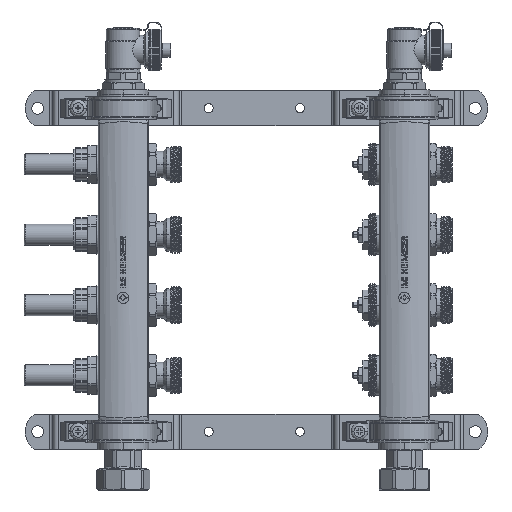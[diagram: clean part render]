
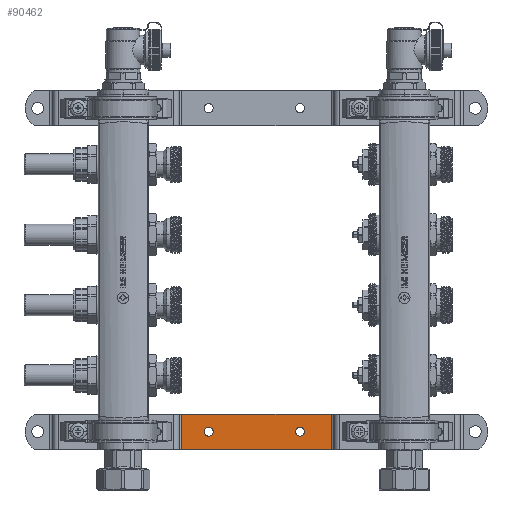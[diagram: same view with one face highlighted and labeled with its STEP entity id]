
A CAD part, left-side view. The second image highlights one B-rep face of the part: STEP entity #90462.
In plain terms, the highlighted planar face has unit normal (-1, 0, 0).
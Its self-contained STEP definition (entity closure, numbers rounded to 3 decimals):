
#8675=DIRECTION('',(0.,1.,0.));
#8676=VECTOR('',#8675,106.);
#8677=CARTESIAN_POINT('',(29.5,-147.8,-102.5));
#8678=LINE('',#8677,#8676);
#8764=DIRECTION('',(0.,1.,0.));
#8765=VECTOR('',#8764,106.);
#8766=CARTESIAN_POINT('',(29.5,-147.8,-127.5));
#8767=LINE('',#8766,#8765);
#8868=DIRECTION('',(0.,0.,-1.));
#8869=VECTOR('',#8868,25.);
#8870=CARTESIAN_POINT('',(29.5,-147.8,-102.5));
#8871=LINE('',#8870,#8869);
#8872=DIRECTION('',(0.,0.,-1.));
#8873=VECTOR('',#8872,25.);
#8874=CARTESIAN_POINT('',(29.5,-41.8,-102.5));
#8875=LINE('',#8874,#8873);
#8876=CARTESIAN_POINT('',(29.5,-60.8,-115.));
#8877=DIRECTION('',(1.,0.,0.));
#8878=DIRECTION('',(0.,0.,-1.));
#8879=AXIS2_PLACEMENT_3D('',#8876,#8877,#8878);
#8881=CARTESIAN_POINT('',(29.5,-60.8,-115.));
#8882=DIRECTION('',(1.,0.,0.));
#8883=DIRECTION('',(0.,0.,1.));
#8884=AXIS2_PLACEMENT_3D('',#8881,#8882,#8883);
#8886=CARTESIAN_POINT('',(29.5,-125.8,-115.));
#8887=DIRECTION('',(1.,0.,0.));
#8888=DIRECTION('',(0.,0.,-1.));
#8889=AXIS2_PLACEMENT_3D('',#8886,#8887,#8888);
#8891=CARTESIAN_POINT('',(29.5,-125.8,-115.));
#8892=DIRECTION('',(1.,0.,0.));
#8893=DIRECTION('',(0.,0.,1.));
#8894=AXIS2_PLACEMENT_3D('',#8891,#8892,#8893);
#72724=CARTESIAN_POINT('',(29.5,-147.8,-102.5));
#72725=CARTESIAN_POINT('',(29.5,-41.8,-102.5));
#72726=VERTEX_POINT('',#72724);
#72727=VERTEX_POINT('',#72725);
#72728=CARTESIAN_POINT('',(29.5,-147.8,-127.5));
#72729=CARTESIAN_POINT('',(29.5,-41.8,-127.5));
#72730=VERTEX_POINT('',#72728);
#72731=VERTEX_POINT('',#72729);
#73266=CARTESIAN_POINT('',(29.5,-60.8,-118.2));
#73267=VERTEX_POINT('',#73266);
#73268=CARTESIAN_POINT('',(29.5,-60.8,-111.8));
#73269=VERTEX_POINT('',#73268);
#73504=CARTESIAN_POINT('',(29.5,-125.8,-118.2));
#73505=CARTESIAN_POINT('',(29.5,-125.8,-111.8));
#73506=VERTEX_POINT('',#73504);
#73507=VERTEX_POINT('',#73505);
#90438=CARTESIAN_POINT('',(29.5,-149.8,-102.5));
#90439=DIRECTION('',(-1.,0.,0.));
#90440=DIRECTION('',(0.,1.,0.));
#90441=AXIS2_PLACEMENT_3D('',#90438,#90439,#90440);
#90442=PLANE('',#90441);
#90443=ORIENTED_EDGE('',*,*,#90244,.F.);
#90445=ORIENTED_EDGE('',*,*,#90444,.T.);
#90446=ORIENTED_EDGE('',*,*,#90342,.T.);
#90447=ORIENTED_EDGE('',*,*,#90431,.F.);
#90448=EDGE_LOOP('',(#90443,#90445,#90446,#90447));
#90449=FACE_OUTER_BOUND('',#90448,.F.);
#90451=ORIENTED_EDGE('',*,*,#90450,.F.);
#90453=ORIENTED_EDGE('',*,*,#90452,.F.);
#90454=EDGE_LOOP('',(#90451,#90453));
#90455=FACE_BOUND('',#90454,.F.);
#90457=ORIENTED_EDGE('',*,*,#90456,.F.);
#90459=ORIENTED_EDGE('',*,*,#90458,.F.);
#90460=EDGE_LOOP('',(#90457,#90459));
#90461=FACE_BOUND('',#90460,.F.);
#90462=ADVANCED_FACE('',(#90449,#90455,#90461),#90442,.T.);
#8880=CIRCLE('',#8879,3.2);
#8885=CIRCLE('',#8884,3.2);
#8890=CIRCLE('',#8889,3.2);
#8895=CIRCLE('',#8894,3.2);
#90244=EDGE_CURVE('',#72726,#72727,#8678,.T.);
#90342=EDGE_CURVE('',#72730,#72731,#8767,.T.);
#90431=EDGE_CURVE('',#72727,#72731,#8875,.T.);
#90444=EDGE_CURVE('',#72726,#72730,#8871,.T.);
#90450=EDGE_CURVE('',#73267,#73269,#8880,.T.);
#90452=EDGE_CURVE('',#73269,#73267,#8885,.T.);
#90456=EDGE_CURVE('',#73506,#73507,#8890,.T.);
#90458=EDGE_CURVE('',#73507,#73506,#8895,.T.);
